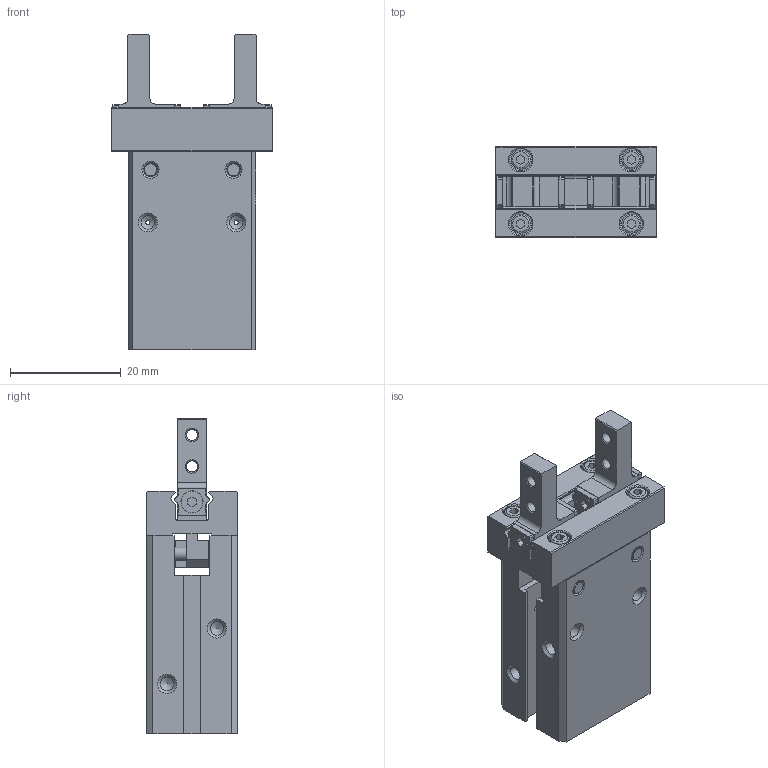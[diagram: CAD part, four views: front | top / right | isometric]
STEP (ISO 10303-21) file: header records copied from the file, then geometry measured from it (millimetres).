
FILE_DESCRIPTION((''),'2;1');
FILE_NAME('GR04.122-1010.stp','2007-10-16T13:07:51',('Administrator'),(''),'Autodesk Inventor 11','Autodesk Inventor 11','');
FILE_SCHEMA(('AUTOMOTIVE_DESIGN { 1 0 10303 214 1 1 1 1 }'));
Length unit declared in the file: millimetre
Products named in the file (1): GR04.122-1010
Bounding box: 29 x 16.4 x 57 mm (x, y, z)
Volume: 14659.2 mm3; surface area: 8755.6 mm2
Topology: 1 solids, 3 shells, 390 faces, 1026 edges, 664 vertices
Faces by surface type: plane 216, bspline 76, cylinder 62, cone 28, torus 8
Full cylindrical faces by diameter (mm): 2.4 x4, 2.459 x2, 2.5 x4, 3.5 x4, 3.9 x2, 4 x6, 11 x1, 12 x1
Entity records: 12056 total; most frequent: CARTESIAN_POINT 2908, ORIENTED_EDGE 1828, DIRECTION 1798, EDGE_CURVE 914, VECTOR 640, LINE 640, VERTEX_POINT 638, AXIS2_PLACEMENT_3D 579
